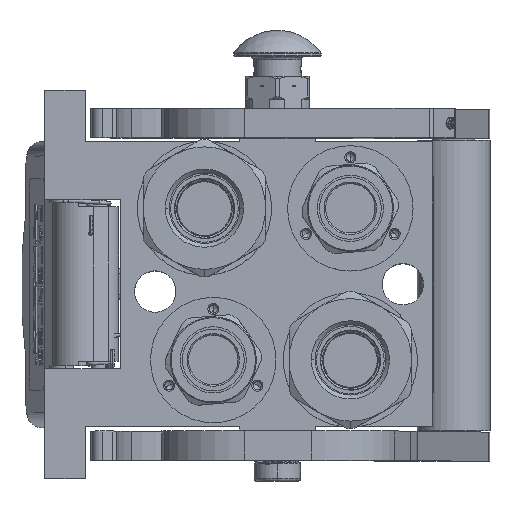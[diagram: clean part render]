
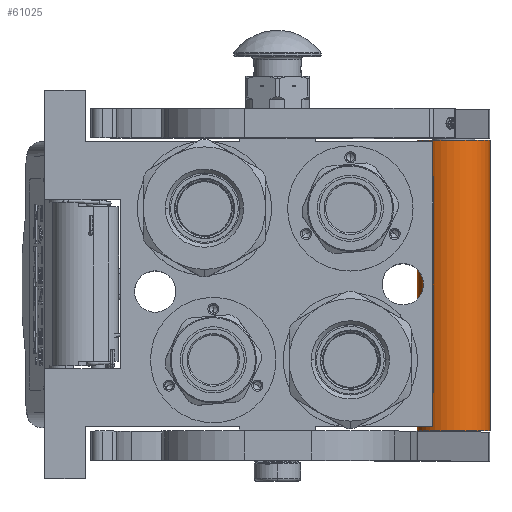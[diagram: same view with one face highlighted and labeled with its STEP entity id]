
A CAD part, top view. The second image highlights one B-rep face of the part: STEP entity #61025.
In plain terms, the highlighted cylindrical face has radius 12.5 mm (diameter 25 mm), a partial arc.
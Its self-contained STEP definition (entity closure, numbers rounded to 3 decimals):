
#110 = EDGE_CURVE ( 'NONE', #129458, #22610, #125141, .T. ) ;
#10682 = VECTOR ( 'NONE', #111120, 1000. ) ;
#14558 = VERTEX_POINT ( 'NONE', #126113 ) ;
#14562 = DIRECTION ( 'NONE',  ( -1., 0., 0. ) ) ;
#16610 = EDGE_LOOP ( 'NONE', ( #30432, #55529, #39672, #72954 ) ) ;
#17216 = AXIS2_PLACEMENT_3D ( 'NONE', #111533, #111999, #112461 ) ;
#21477 = DIRECTION ( 'NONE',  ( 0., 1., 0. ) ) ;
#22610 = VERTEX_POINT ( 'NONE', #63296 ) ;
#22892 = AXIS2_PLACEMENT_3D ( 'NONE', #86145, #54719, #21477 ) ;
#30432 = ORIENTED_EDGE ( 'NONE', *, *, #65544, .T. ) ;
#34226 = DIRECTION ( 'NONE',  ( -1., 0., 0. ) ) ;
#39672 = ORIENTED_EDGE ( 'NONE', *, *, #117829, .F. ) ;
#40825 = EDGE_CURVE ( 'NONE', #14558, #49116, #61884, .T. ) ;
#43099 = FACE_OUTER_BOUND ( 'NONE', #16610, .T. ) ;
#49116 = VERTEX_POINT ( 'NONE', #79026 ) ;
#50858 = CIRCLE ( 'NONE', #22892, 12.5 ) ;
#54719 = DIRECTION ( 'NONE',  ( -1., 0., 0. ) ) ;
#55529 = ORIENTED_EDGE ( 'NONE', *, *, #40825, .T. ) ;
#61025 = ADVANCED_FACE ( 'NONE', ( #43099 ), #92692, .T. ) ;
#61884 = LINE ( 'NONE', #109749, #10682 ) ;
#63296 = CARTESIAN_POINT ( 'NONE',  ( -94.25, 12.5, 0. ) ) ;
#65544 = EDGE_CURVE ( 'NONE', #129458, #14558, #50858, .T. ) ;
#72954 = ORIENTED_EDGE ( 'NONE', *, *, #110, .F. ) ;
#74941 = CARTESIAN_POINT ( 'NONE',  ( 5.25, 12.5, 0. ) ) ;
#79026 = CARTESIAN_POINT ( 'NONE',  ( -94.25, -12.5, 0. ) ) ;
#85459 = AXIS2_PLACEMENT_3D ( 'NONE', #107479, #14562, #87607 ) ;
#86145 = CARTESIAN_POINT ( 'NONE',  ( 5.25, 0., 0. ) ) ;
#87607 = DIRECTION ( 'NONE',  ( 0., 1., 0. ) ) ;
#88800 = VECTOR ( 'NONE', #34226, 1000. ) ;
#92692 = CYLINDRICAL_SURFACE ( 'NONE', #17216, 12.5 ) ;
#107479 = CARTESIAN_POINT ( 'NONE',  ( -94.25, 0., 0. ) ) ;
#109749 = CARTESIAN_POINT ( 'NONE',  ( 5.25, -12.5, 0. ) ) ;
#111120 = DIRECTION ( 'NONE',  ( -1., 0., 0. ) ) ;
#111533 = CARTESIAN_POINT ( 'NONE',  ( 0., 0., 0. ) ) ;
#111999 = DIRECTION ( 'NONE',  ( -1., 0., 0. ) ) ;
#112461 = DIRECTION ( 'NONE',  ( 0., -1., 0. ) ) ;
#114332 = CIRCLE ( 'NONE', #85459, 12.5 ) ;
#117829 = EDGE_CURVE ( 'NONE', #22610, #49116, #114332, .T. ) ;
#125141 = LINE ( 'NONE', #128889, #88800 ) ;
#126113 = CARTESIAN_POINT ( 'NONE',  ( 5.25, -12.5, 0. ) ) ;
#128889 = CARTESIAN_POINT ( 'NONE',  ( 5.25, 12.5, 0. ) ) ;
#129458 = VERTEX_POINT ( 'NONE', #74941 ) ;
